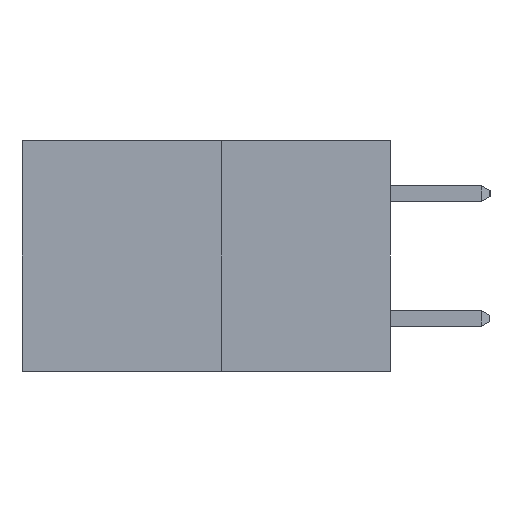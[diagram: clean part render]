
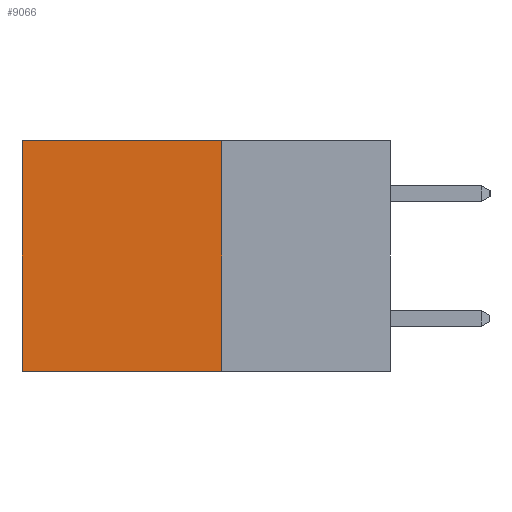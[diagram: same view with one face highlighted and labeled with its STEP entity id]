
A CAD part, left-side view. The second image highlights one B-rep face of the part: STEP entity #9066.
In plain terms, the highlighted planar face has unit normal (-1, 0, 0).
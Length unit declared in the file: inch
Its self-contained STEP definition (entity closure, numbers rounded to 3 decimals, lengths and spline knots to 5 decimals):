
#477 = CARTESIAN_POINT ( 'NONE',  ( 0.277, 0.27, -0.37 ) ) ;
#801 = VECTOR ( 'NONE', #5658, 39.37008 ) ;
#1126 = LINE ( 'NONE', #5598, #801 ) ;
#1136 = EDGE_CURVE ( 'NONE', #11972, #1463, #1126, .T. ) ;
#1158 = ORIENTED_EDGE ( 'NONE', *, *, #8686, .T. ) ;
#1365 = PLANE ( 'NONE',  #13011 ) ;
#1463 = VERTEX_POINT ( 'NONE', #11018 ) ;
#2085 = VECTOR ( 'NONE', #6890, 39.37008 ) ;
#2146 = LINE ( 'NONE', #11174, #10317 ) ;
#2362 = CARTESIAN_POINT ( 'NONE',  ( 0.277, 0.27, -0.37 ) ) ;
#2861 = CARTESIAN_POINT ( 'NONE',  ( 0.277, 0.27, -0.37 ) ) ;
#3453 = DIRECTION ( 'NONE',  ( 1., 0., 0. ) ) ;
#3728 = ORIENTED_EDGE ( 'NONE', *, *, #1136, .T. ) ;
#4108 = FACE_OUTER_BOUND ( 'NONE', #9921, .T. ) ;
#4890 = ORIENTED_EDGE ( 'NONE', *, *, #9914, .F. ) ;
#5598 = CARTESIAN_POINT ( 'NONE',  ( 0.277, 0.27, 0. ) ) ;
#5635 = VECTOR ( 'NONE', #12315, 39.37008 ) ;
#5658 = DIRECTION ( 'NONE',  ( 0., 1., 0. ) ) ;
#6869 = EDGE_CURVE ( 'NONE', #11972, #11413, #2146, .T. ) ;
#6890 = DIRECTION ( 'NONE',  ( 0., 1., 0. ) ) ;
#7765 = LINE ( 'NONE', #477, #2085 ) ;
#8393 = ORIENTED_EDGE ( 'NONE', *, *, #6869, .F. ) ;
#8447 = LINE ( 'NONE', #11298, #5635 ) ;
#8686 = EDGE_CURVE ( 'NONE', #1463, #13335, #8447, .T. ) ;
#9066 = ADVANCED_FACE ( 'NONE', ( #4108 ), #1365, .F. ) ;
#9914 = EDGE_CURVE ( 'NONE', #11413, #13335, #7765, .T. ) ;
#9921 = EDGE_LOOP ( 'NONE', ( #1158, #4890, #8393, #3728 ) ) ;
#9961 = CARTESIAN_POINT ( 'NONE',  ( 0.277, 0.59, -0.37 ) ) ;
#10034 = CARTESIAN_POINT ( 'NONE',  ( 0.277, 0.27, 0. ) ) ;
#10317 = VECTOR ( 'NONE', #11303, 39.37008 ) ;
#10881 = DIRECTION ( 'NONE',  ( 0., 0., -1. ) ) ;
#11018 = CARTESIAN_POINT ( 'NONE',  ( 0.277, 0.59, 0. ) ) ;
#11174 = CARTESIAN_POINT ( 'NONE',  ( 0.277, 0.27, -0.37 ) ) ;
#11298 = CARTESIAN_POINT ( 'NONE',  ( 0.277, 0.59, -0.37 ) ) ;
#11303 = DIRECTION ( 'NONE',  ( 0., 0., -1. ) ) ;
#11413 = VERTEX_POINT ( 'NONE', #2861 ) ;
#11972 = VERTEX_POINT ( 'NONE', #10034 ) ;
#12315 = DIRECTION ( 'NONE',  ( 0., 0., -1. ) ) ;
#13011 = AXIS2_PLACEMENT_3D ( 'NONE', #2362, #3453, #10881 ) ;
#13335 = VERTEX_POINT ( 'NONE', #9961 ) ;
